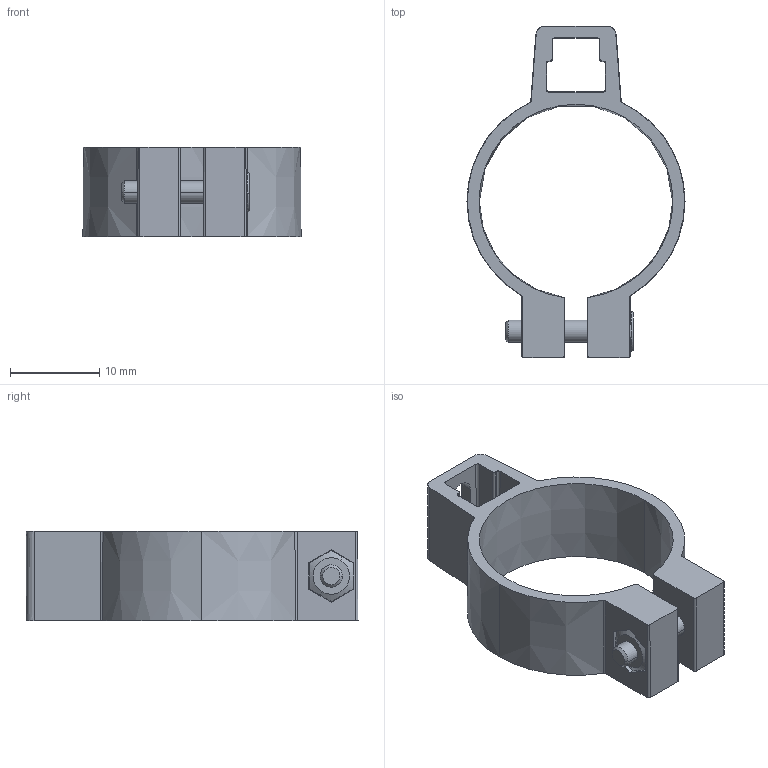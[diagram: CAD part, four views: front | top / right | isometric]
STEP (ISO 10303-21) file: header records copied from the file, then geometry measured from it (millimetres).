
FILE_DESCRIPTION(('HOOPS Exchange Step'),'2;1');
FILE_NAME('export-E544CBDF-D75F-4C30-A8D8-06B9E4B2128F.stp','2021-10-11T15:26:46+02:00',('User'),('Alibre'),'HOOPS Exchange 2020.1','Alibre','Unknown authorisation');
FILE_SCHEMA( ('AP242_MANAGED_MODEL_BASED_3D_ENGINEERING_MIM_LF {1 0 10303 442 1 1 4 }') );
Length unit declared in the file: millimetre
Products named in the file (4): 5706-1 W0950000620 body; 5706-2 Bolt; 5706-3 Nut; 5706 W0950000620 DSW 20mm cylinder switch mounting
Assembly tree (3 placements, depth 2):
  5706 W0950000620 DSW 20mm cylinder switch mounting
    5706-1 W0950000620 body
    5706-2 Bolt
    5706-3 Nut
Bounding box: 24.5 x 37.3 x 10 mm (x, y, z)
Volume: 1779.4 mm3; surface area: 2748.5 mm2
Topology: 2 solids, 25 shells, 117 faces, 349 edges, 253 vertices
Faces by surface type: plane 58, cone 39, cylinder 14, torus 6
Full cylindrical faces by diameter (mm): 2.7 x2
Entity records: 4378 total; most frequent: CARTESIAN_POINT 951, DIRECTION 706, ORIENTED_EDGE 608, EDGE_CURVE 351, AXIS2_PLACEMENT_3D 258, VERTEX_POINT 255, VECTOR 190, LINE 190
